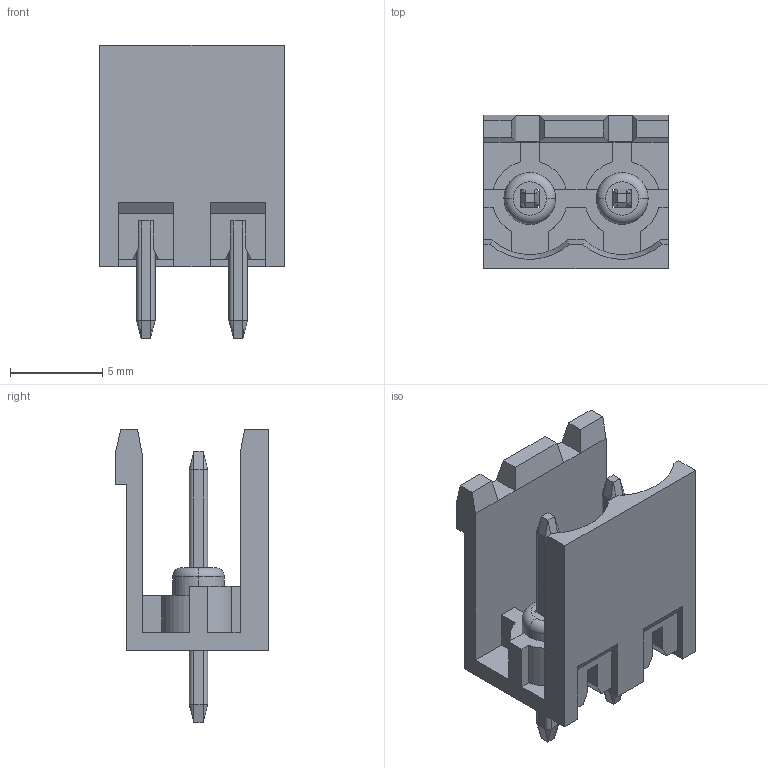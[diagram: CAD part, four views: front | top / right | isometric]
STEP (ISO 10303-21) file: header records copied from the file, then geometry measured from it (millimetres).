
FILE_DESCRIPTION(('CATIA V5 STEP Exchange','CAx-IF Rec.Pracs.--- Model Styling and Organization---1.4--- 2014-01-23'),'2;1');
FILE_NAME ('D1570672_0_2646100000_2646100000.stp','2023-04-17T06:42:38+00:00',('none'),('Weidmueller'),'CATIA Version 5-6 Release 2016 SP3 HF44','CATIA V5 STEP AP214','none');
FILE_SCHEMA(('AUTOMOTIVE_DESIGN { 1 0 10303 214 1 1 1 1 }'));
Length unit declared in the file: millimetre
Products named in the file (1): 2646100000
Bounding box: 10 x 8.3 x 15.9 mm (x, y, z)
Volume: 371.8 mm3; surface area: 921.3 mm2
Topology: 1 solids, 1 shells, 189 faces, 511 edges, 294 vertices
Faces by surface type: plane 145, cylinder 22, cone 18, torus 4
Entity records: 5837 total; most frequent: CARTESIAN_POINT 1035, ORIENTED_EDGE 990, DIRECTION 863, EDGE_CURVE 495, VECTOR 429, LINE 429, VERTEX_POINT 294, AXIS2_PLACEMENT_3D 246
